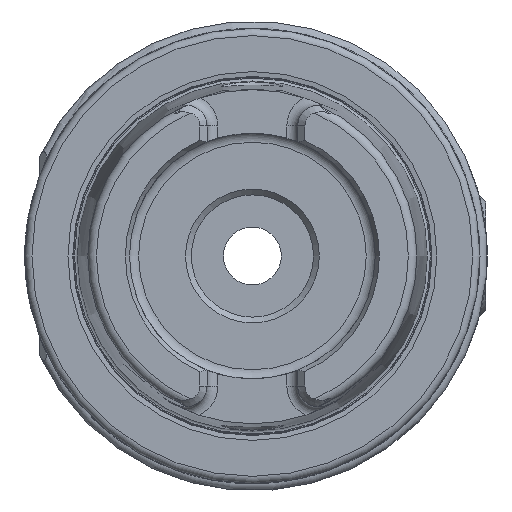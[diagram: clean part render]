
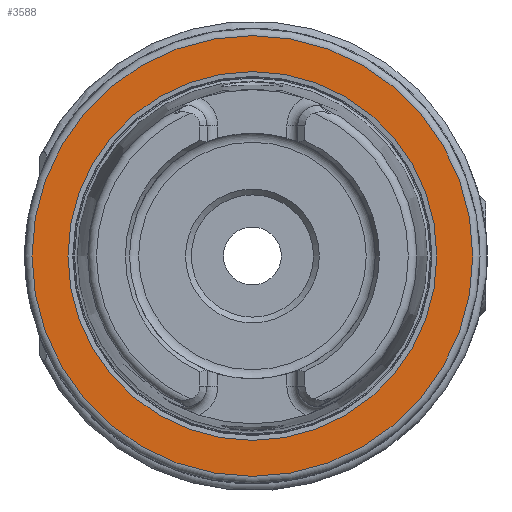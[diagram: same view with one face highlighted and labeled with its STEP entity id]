
A CAD part, left-side view. The second image highlights one B-rep face of the part: STEP entity #3588.
In plain terms, the highlighted planar face has unit normal (-1, 0, 0).
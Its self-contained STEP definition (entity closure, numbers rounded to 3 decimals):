
#181=FACE_BOUND('',#800,.T.);
#342=CIRCLE('',#4003,25.52);
#343=CIRCLE('',#4005,30.5);
#577=FACE_OUTER_BOUND('',#799,.T.);
#799=EDGE_LOOP('',(#3209));
#800=EDGE_LOOP('',(#3210));
#1658=VERTEX_POINT('',#8182);
#1659=VERTEX_POINT('',#8186);
#2182=EDGE_CURVE('',#1658,#1658,#342,.T.);
#2183=EDGE_CURVE('',#1659,#1659,#343,.T.);
#3209=ORIENTED_EDGE('',*,*,#2183,.F.);
#3210=ORIENTED_EDGE('',*,*,#2182,.T.);
#3391=PLANE('',#4004);
#3588=ADVANCED_FACE('',(#577,#181),#3391,.T.);
#4003=AXIS2_PLACEMENT_3D('',#8184,#4882,#4883);
#4004=AXIS2_PLACEMENT_3D('',#8185,#4884,#4885);
#4005=AXIS2_PLACEMENT_3D('',#8187,#4886,#4887);
#4882=DIRECTION('center_axis',(1.,0.,0.));
#4883=DIRECTION('ref_axis',(0.,0.,-1.));
#4884=DIRECTION('center_axis',(-1.,0.,0.));
#4885=DIRECTION('ref_axis',(0.,0.,1.));
#4886=DIRECTION('center_axis',(1.,0.,0.));
#4887=DIRECTION('ref_axis',(0.,0.,-1.));
#8182=CARTESIAN_POINT('',(0.,-25.52,0.));
#8184=CARTESIAN_POINT('Origin',(0.,0.,
0.));
#8185=CARTESIAN_POINT('Origin',(0.,30.5,0.));
#8186=CARTESIAN_POINT('',(0.,0.,30.5));
#8187=CARTESIAN_POINT('Origin',(0.,0.,
0.));
